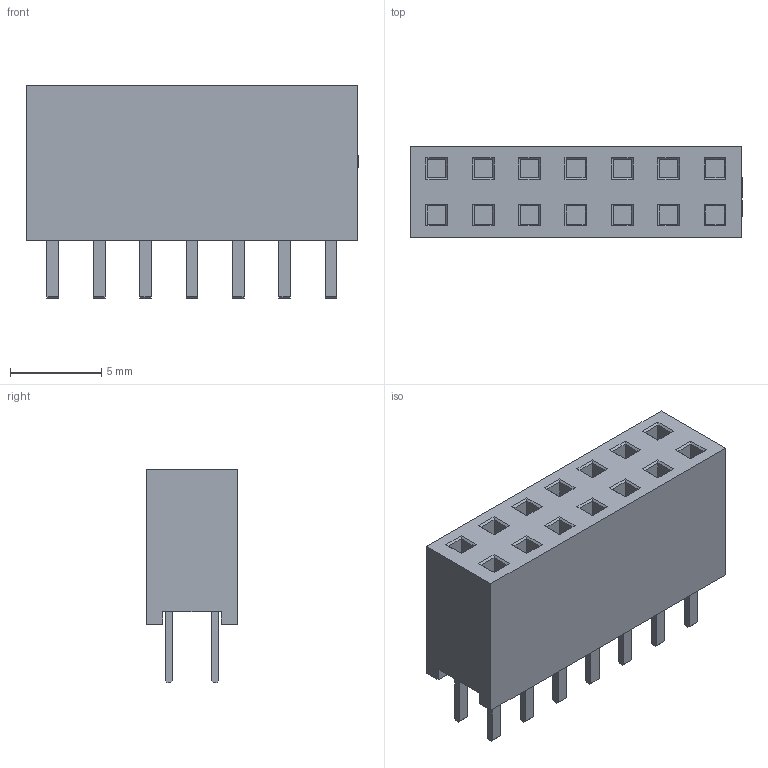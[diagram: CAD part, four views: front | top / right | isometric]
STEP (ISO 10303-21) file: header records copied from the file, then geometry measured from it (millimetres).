
FILE_DESCRIPTION (( 'STEP AP214' ), '1' );
FILE_NAME ('HDR-TH_14P-P2.54-F-LI-2X7P.step', '2022-07-02T11:35:10', ( '' ), ( '' ), 'SwSTEP 2.0', 'SolidWorks 2020', '' );
FILE_SCHEMA (( 'AUTOMOTIVE_DESIGN' ));
Length unit declared in the file: millimetre
Products named in the file (1): HDR-TH_14P-P2.54-F-LI-2X7P
Bounding box: 18.19 x 5 x 11.7 mm (x, y, z)
Volume: 717.5 mm3; surface area: 819.1 mm2
Topology: 1 solids, 1 shells, 518 faces, 1330 edges, 868 vertices
Faces by surface type: plane 404, bspline 114
Entity records: 20812 total; most frequent: CARTESIAN_POINT 5079, ORIENTED_EDGE 2660, DIRECTION 1908, EDGE_CURVE 1330, LINE 1098, VECTOR 1098, VERTEX_POINT 868, EDGE_LOOP 572
